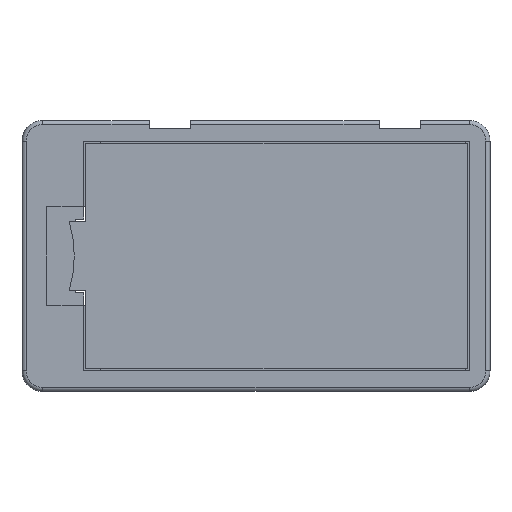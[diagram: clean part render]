
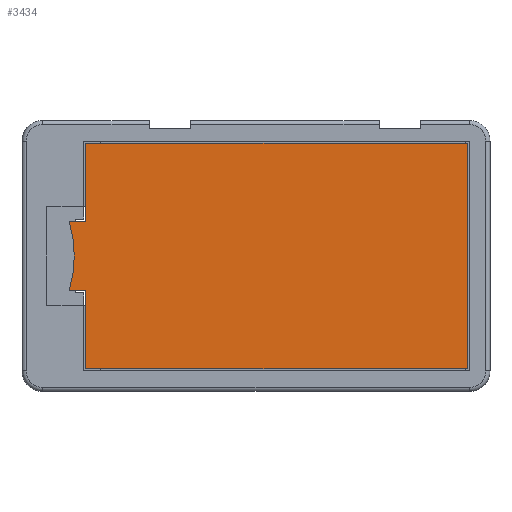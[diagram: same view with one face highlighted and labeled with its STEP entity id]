
A CAD part, front view. The second image highlights one B-rep face of the part: STEP entity #3434.
In plain terms, the highlighted planar face has unit normal (0, -1, 0).
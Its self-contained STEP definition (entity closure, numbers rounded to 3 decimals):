
#2810 = VERTEX_POINT('',#2811);
#2811 = CARTESIAN_POINT('',(11.5,-2.,24.5));
#2818 = PLANE('',#2819);
#2819 = AXIS2_PLACEMENT_3D('',#2820,#2821,#2822);
#2820 = CARTESIAN_POINT('',(11.5,0.,24.5));
#2821 = DIRECTION('',(0.,0.,1.));
#2822 = DIRECTION('',(1.,0.,0.));
#2830 = CYLINDRICAL_SURFACE('',#2831,30.);
#2831 = AXIS2_PLACEMENT_3D('',#2832,#2833,#2834);
#2832 = CARTESIAN_POINT('',(-17.271,0.,33.));
#2833 = DIRECTION('',(0.,1.,0.));
#2834 = DIRECTION('',(1.,0.,0.));
#2842 = EDGE_CURVE('',#2810,#2843,#2845,.T.);
#2843 = VERTEX_POINT('',#2844);
#2844 = CARTESIAN_POINT('',(15.5,-2.,24.5));
#2845 = SURFACE_CURVE('',#2846,(#2850,#2857),.PCURVE_S1.);
#2846 = LINE('',#2847,#2848);
#2847 = CARTESIAN_POINT('',(11.5,-2.,24.5));
#2848 = VECTOR('',#2849,1.);
#2849 = DIRECTION('',(1.,0.,0.));
#2850 = PCURVE('',#2818,#2851);
#2851 = DEFINITIONAL_REPRESENTATION('',(#2852),#2856);
#2852 = LINE('',#2853,#2854);
#2853 = CARTESIAN_POINT('',(0.,-2.));
#2854 = VECTOR('',#2855,1.);
#2855 = DIRECTION('',(1.,0.));
#2856 = ( GEOMETRIC_REPRESENTATION_CONTEXT(2) 
PARAMETRIC_REPRESENTATION_CONTEXT() REPRESENTATION_CONTEXT('2D SPACE',''
  ) );
#2857 = PCURVE('',#2858,#2863);
#2858 = PLANE('',#2859);
#2859 = AXIS2_PLACEMENT_3D('',#2860,#2861,#2862);
#2860 = CARTESIAN_POINT('',(60.507,-2.,33.));
#2861 = DIRECTION('',(0.,-1.,0.));
#2862 = DIRECTION('',(0.,0.,-1.));
#2863 = DEFINITIONAL_REPRESENTATION('',(#2864),#2868);
#2864 = LINE('',#2865,#2866);
#2865 = CARTESIAN_POINT('',(8.5,-49.007));
#2866 = VECTOR('',#2867,1.);
#2867 = DIRECTION('',(0.,1.));
#2868 = ( GEOMETRIC_REPRESENTATION_CONTEXT(2) 
PARAMETRIC_REPRESENTATION_CONTEXT() REPRESENTATION_CONTEXT('2D SPACE',''
  ) );
#2886 = PLANE('',#2887);
#2887 = AXIS2_PLACEMENT_3D('',#2888,#2889,#2890);
#2888 = CARTESIAN_POINT('',(15.5,0.,24.5));
#2889 = DIRECTION('',(1.,0.,0.));
#2890 = DIRECTION('',(0.,0.,-1.));
#2928 = EDGE_CURVE('',#2843,#2929,#2931,.T.);
#2929 = VERTEX_POINT('',#2930);
#2930 = CARTESIAN_POINT('',(15.5,-2.,5.5));
#2931 = SURFACE_CURVE('',#2932,(#2936,#2943),.PCURVE_S1.);
#2932 = LINE('',#2933,#2934);
#2933 = CARTESIAN_POINT('',(15.5,-2.,24.5));
#2934 = VECTOR('',#2935,1.);
#2935 = DIRECTION('',(0.,0.,-1.));
#2936 = PCURVE('',#2886,#2937);
#2937 = DEFINITIONAL_REPRESENTATION('',(#2938),#2942);
#2938 = LINE('',#2939,#2940);
#2939 = CARTESIAN_POINT('',(0.,-2.));
#2940 = VECTOR('',#2941,1.);
#2941 = DIRECTION('',(1.,0.));
#2942 = ( GEOMETRIC_REPRESENTATION_CONTEXT(2) 
PARAMETRIC_REPRESENTATION_CONTEXT() REPRESENTATION_CONTEXT('2D SPACE',''
  ) );
#2943 = PCURVE('',#2858,#2944);
#2944 = DEFINITIONAL_REPRESENTATION('',(#2945),#2949);
#2945 = LINE('',#2946,#2947);
#2946 = CARTESIAN_POINT('',(8.5,-45.007));
#2947 = VECTOR('',#2948,1.);
#2948 = DIRECTION('',(1.,0.));
#2949 = ( GEOMETRIC_REPRESENTATION_CONTEXT(2) 
PARAMETRIC_REPRESENTATION_CONTEXT() REPRESENTATION_CONTEXT('2D SPACE',''
  ) );
#2967 = PLANE('',#2968);
#2968 = AXIS2_PLACEMENT_3D('',#2969,#2970,#2971);
#2969 = CARTESIAN_POINT('',(15.5,0.,5.5));
#2970 = DIRECTION('',(0.,0.,1.));
#2971 = DIRECTION('',(1.,0.,0.));
#3004 = EDGE_CURVE('',#2929,#3005,#3007,.T.);
#3005 = VERTEX_POINT('',#3006);
#3006 = CARTESIAN_POINT('',(108.5,-2.,5.5));
#3007 = SURFACE_CURVE('',#3008,(#3012,#3019),.PCURVE_S1.);
#3008 = LINE('',#3009,#3010);
#3009 = CARTESIAN_POINT('',(15.5,-2.,5.5));
#3010 = VECTOR('',#3011,1.);
#3011 = DIRECTION('',(1.,0.,0.));
#3012 = PCURVE('',#2967,#3013);
#3013 = DEFINITIONAL_REPRESENTATION('',(#3014),#3018);
#3014 = LINE('',#3015,#3016);
#3015 = CARTESIAN_POINT('',(0.,-2.));
#3016 = VECTOR('',#3017,1.);
#3017 = DIRECTION('',(1.,0.));
#3018 = ( GEOMETRIC_REPRESENTATION_CONTEXT(2) 
PARAMETRIC_REPRESENTATION_CONTEXT() REPRESENTATION_CONTEXT('2D SPACE',''
  ) );
#3019 = PCURVE('',#2858,#3020);
#3020 = DEFINITIONAL_REPRESENTATION('',(#3021),#3025);
#3021 = LINE('',#3022,#3023);
#3022 = CARTESIAN_POINT('',(27.5,-45.007));
#3023 = VECTOR('',#3024,1.);
#3024 = DIRECTION('',(0.,1.));
#3025 = ( GEOMETRIC_REPRESENTATION_CONTEXT(2) 
PARAMETRIC_REPRESENTATION_CONTEXT() REPRESENTATION_CONTEXT('2D SPACE',''
  ) );
#3043 = PLANE('',#3044);
#3044 = AXIS2_PLACEMENT_3D('',#3045,#3046,#3047);
#3045 = CARTESIAN_POINT('',(108.5,0.,5.5));
#3046 = DIRECTION('',(-1.,0.,0.));
#3047 = DIRECTION('',(0.,0.,1.));
#3080 = EDGE_CURVE('',#3005,#3081,#3083,.T.);
#3081 = VERTEX_POINT('',#3082);
#3082 = CARTESIAN_POINT('',(108.5,-2.,60.5));
#3083 = SURFACE_CURVE('',#3084,(#3088,#3095),.PCURVE_S1.);
#3084 = LINE('',#3085,#3086);
#3085 = CARTESIAN_POINT('',(108.5,-2.,5.5));
#3086 = VECTOR('',#3087,1.);
#3087 = DIRECTION('',(0.,0.,1.));
#3088 = PCURVE('',#3043,#3089);
#3089 = DEFINITIONAL_REPRESENTATION('',(#3090),#3094);
#3090 = LINE('',#3091,#3092);
#3091 = CARTESIAN_POINT('',(0.,-2.));
#3092 = VECTOR('',#3093,1.);
#3093 = DIRECTION('',(1.,0.));
#3094 = ( GEOMETRIC_REPRESENTATION_CONTEXT(2) 
PARAMETRIC_REPRESENTATION_CONTEXT() REPRESENTATION_CONTEXT('2D SPACE',''
  ) );
#3095 = PCURVE('',#2858,#3096);
#3096 = DEFINITIONAL_REPRESENTATION('',(#3097),#3101);
#3097 = LINE('',#3098,#3099);
#3098 = CARTESIAN_POINT('',(27.5,47.993));
#3099 = VECTOR('',#3100,1.);
#3100 = DIRECTION('',(-1.,0.));
#3101 = ( GEOMETRIC_REPRESENTATION_CONTEXT(2) 
PARAMETRIC_REPRESENTATION_CONTEXT() REPRESENTATION_CONTEXT('2D SPACE',''
  ) );
#3119 = PLANE('',#3120);
#3120 = AXIS2_PLACEMENT_3D('',#3121,#3122,#3123);
#3121 = CARTESIAN_POINT('',(108.5,0.,60.5));
#3122 = DIRECTION('',(0.,0.,-1.));
#3123 = DIRECTION('',(-1.,0.,0.));
#3156 = EDGE_CURVE('',#3081,#3157,#3159,.T.);
#3157 = VERTEX_POINT('',#3158);
#3158 = CARTESIAN_POINT('',(15.5,-2.,60.5));
#3159 = SURFACE_CURVE('',#3160,(#3164,#3171),.PCURVE_S1.);
#3160 = LINE('',#3161,#3162);
#3161 = CARTESIAN_POINT('',(108.5,-2.,60.5));
#3162 = VECTOR('',#3163,1.);
#3163 = DIRECTION('',(-1.,0.,0.));
#3164 = PCURVE('',#3119,#3165);
#3165 = DEFINITIONAL_REPRESENTATION('',(#3166),#3170);
#3166 = LINE('',#3167,#3168);
#3167 = CARTESIAN_POINT('',(0.,-2.));
#3168 = VECTOR('',#3169,1.);
#3169 = DIRECTION('',(1.,0.));
#3170 = ( GEOMETRIC_REPRESENTATION_CONTEXT(2) 
PARAMETRIC_REPRESENTATION_CONTEXT() REPRESENTATION_CONTEXT('2D SPACE',''
  ) );
#3171 = PCURVE('',#2858,#3172);
#3172 = DEFINITIONAL_REPRESENTATION('',(#3173),#3177);
#3173 = LINE('',#3174,#3175);
#3174 = CARTESIAN_POINT('',(-27.5,47.993));
#3175 = VECTOR('',#3176,1.);
#3176 = DIRECTION('',(0.,-1.));
#3177 = ( GEOMETRIC_REPRESENTATION_CONTEXT(2) 
PARAMETRIC_REPRESENTATION_CONTEXT() REPRESENTATION_CONTEXT('2D SPACE',''
  ) );
#3195 = PLANE('',#3196);
#3196 = AXIS2_PLACEMENT_3D('',#3197,#3198,#3199);
#3197 = CARTESIAN_POINT('',(15.5,0.,60.5));
#3198 = DIRECTION('',(1.,0.,0.));
#3199 = DIRECTION('',(0.,0.,-1.));
#3232 = EDGE_CURVE('',#3157,#3233,#3235,.T.);
#3233 = VERTEX_POINT('',#3234);
#3234 = CARTESIAN_POINT('',(15.5,-2.,41.5));
#3235 = SURFACE_CURVE('',#3236,(#3240,#3247),.PCURVE_S1.);
#3236 = LINE('',#3237,#3238);
#3237 = CARTESIAN_POINT('',(15.5,-2.,60.5));
#3238 = VECTOR('',#3239,1.);
#3239 = DIRECTION('',(0.,0.,-1.));
#3240 = PCURVE('',#3195,#3241);
#3241 = DEFINITIONAL_REPRESENTATION('',(#3242),#3246);
#3242 = LINE('',#3243,#3244);
#3243 = CARTESIAN_POINT('',(0.,-2.));
#3244 = VECTOR('',#3245,1.);
#3245 = DIRECTION('',(1.,0.));
#3246 = ( GEOMETRIC_REPRESENTATION_CONTEXT(2) 
PARAMETRIC_REPRESENTATION_CONTEXT() REPRESENTATION_CONTEXT('2D SPACE',''
  ) );
#3247 = PCURVE('',#2858,#3248);
#3248 = DEFINITIONAL_REPRESENTATION('',(#3249),#3253);
#3249 = LINE('',#3250,#3251);
#3250 = CARTESIAN_POINT('',(-27.5,-45.007));
#3251 = VECTOR('',#3252,1.);
#3252 = DIRECTION('',(1.,0.));
#3253 = ( GEOMETRIC_REPRESENTATION_CONTEXT(2) 
PARAMETRIC_REPRESENTATION_CONTEXT() REPRESENTATION_CONTEXT('2D SPACE',''
  ) );
#3271 = PLANE('',#3272);
#3272 = AXIS2_PLACEMENT_3D('',#3273,#3274,#3275);
#3273 = CARTESIAN_POINT('',(15.5,0.,41.5));
#3274 = DIRECTION('',(0.,0.,-1.));
#3275 = DIRECTION('',(-1.,0.,0.));
#3308 = EDGE_CURVE('',#3233,#3309,#3311,.T.);
#3309 = VERTEX_POINT('',#3310);
#3310 = CARTESIAN_POINT('',(11.5,-2.,41.5));
#3311 = SURFACE_CURVE('',#3312,(#3316,#3323),.PCURVE_S1.);
#3312 = LINE('',#3313,#3314);
#3313 = CARTESIAN_POINT('',(15.5,-2.,41.5));
#3314 = VECTOR('',#3315,1.);
#3315 = DIRECTION('',(-1.,0.,0.));
#3316 = PCURVE('',#3271,#3317);
#3317 = DEFINITIONAL_REPRESENTATION('',(#3318),#3322);
#3318 = LINE('',#3319,#3320);
#3319 = CARTESIAN_POINT('',(0.,-2.));
#3320 = VECTOR('',#3321,1.);
#3321 = DIRECTION('',(1.,0.));
#3322 = ( GEOMETRIC_REPRESENTATION_CONTEXT(2) 
PARAMETRIC_REPRESENTATION_CONTEXT() REPRESENTATION_CONTEXT('2D SPACE',''
  ) );
#3323 = PCURVE('',#2858,#3324);
#3324 = DEFINITIONAL_REPRESENTATION('',(#3325),#3329);
#3325 = LINE('',#3326,#3327);
#3326 = CARTESIAN_POINT('',(-8.5,-45.007));
#3327 = VECTOR('',#3328,1.);
#3328 = DIRECTION('',(0.,-1.));
#3329 = ( GEOMETRIC_REPRESENTATION_CONTEXT(2) 
PARAMETRIC_REPRESENTATION_CONTEXT() REPRESENTATION_CONTEXT('2D SPACE',''
  ) );
#3379 = EDGE_CURVE('',#2810,#3309,#3380,.T.);
#3380 = SURFACE_CURVE('',#3381,(#3386,#3393),.PCURVE_S1.);
#3381 = CIRCLE('',#3382,30.);
#3382 = AXIS2_PLACEMENT_3D('',#3383,#3384,#3385);
#3383 = CARTESIAN_POINT('',(-17.271,-2.,33.));
#3384 = DIRECTION('',(0.,-1.,0.));
#3385 = DIRECTION('',(1.,0.,0.));
#3386 = PCURVE('',#2830,#3387);
#3387 = DEFINITIONAL_REPRESENTATION('',(#3388),#3392);
#3388 = LINE('',#3389,#3390);
#3389 = CARTESIAN_POINT('',(-0.,-2.));
#3390 = VECTOR('',#3391,1.);
#3391 = DIRECTION('',(-1.,0.));
#3392 = ( GEOMETRIC_REPRESENTATION_CONTEXT(2) 
PARAMETRIC_REPRESENTATION_CONTEXT() REPRESENTATION_CONTEXT('2D SPACE',''
  ) );
#3393 = PCURVE('',#2858,#3394);
#3394 = DEFINITIONAL_REPRESENTATION('',(#3395),#3399);
#3395 = CIRCLE('',#3396,30.);
#3396 = AXIS2_PLACEMENT_2D('',#3397,#3398);
#3397 = CARTESIAN_POINT('',(0.,-77.778));
#3398 = DIRECTION('',(0.,1.));
#3399 = ( GEOMETRIC_REPRESENTATION_CONTEXT(2) 
PARAMETRIC_REPRESENTATION_CONTEXT() REPRESENTATION_CONTEXT('2D SPACE',''
  ) );
#3434 = ADVANCED_FACE('',(#3435),#2858,.T.);
#3435 = FACE_BOUND('',#3436,.T.);
#3436 = EDGE_LOOP('',(#3437,#3438,#3439,#3440,#3441,#3442,#3443,#3444));
#3437 = ORIENTED_EDGE('',*,*,#2842,.T.);
#3438 = ORIENTED_EDGE('',*,*,#2928,.T.);
#3439 = ORIENTED_EDGE('',*,*,#3004,.T.);
#3440 = ORIENTED_EDGE('',*,*,#3080,.T.);
#3441 = ORIENTED_EDGE('',*,*,#3156,.T.);
#3442 = ORIENTED_EDGE('',*,*,#3232,.T.);
#3443 = ORIENTED_EDGE('',*,*,#3308,.T.);
#3444 = ORIENTED_EDGE('',*,*,#3379,.F.);
